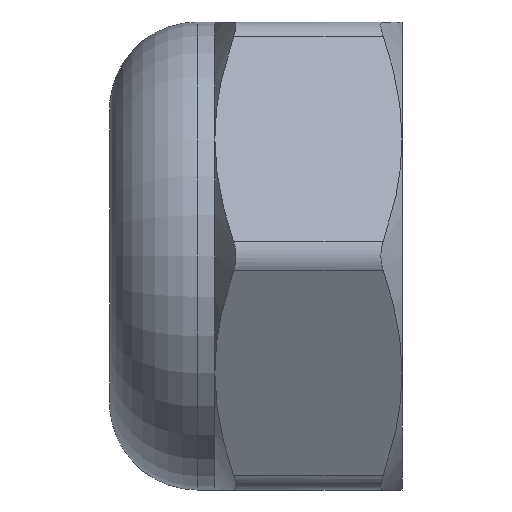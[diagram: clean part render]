
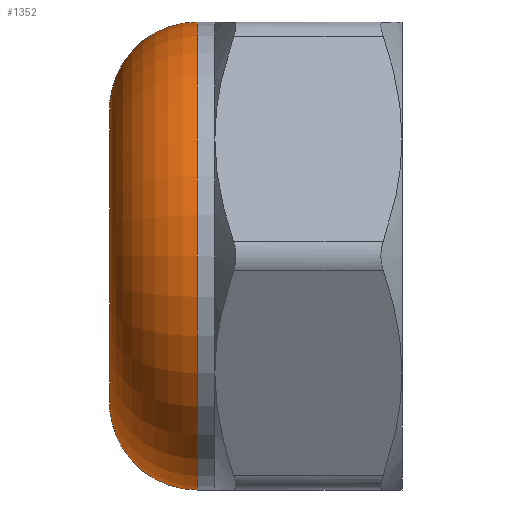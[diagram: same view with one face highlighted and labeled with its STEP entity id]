
A CAD part, left-side view. The second image highlights one B-rep face of the part: STEP entity #1352.
In plain terms, the highlighted toroidal (fillet/blend) face has major radius 2.5 mm and minor radius 1.5 mm.
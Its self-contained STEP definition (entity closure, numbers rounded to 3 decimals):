
#843 = CIRCLE ( 'NONE', #5137, 2.65 ) ;
#1184 = CARTESIAN_POINT ( 'NONE',  ( 0., 3.392, -2.65 ) ) ;
#1352 = ADVANCED_FACE ( 'NONE', ( #8805, #9768 ), #13320, .T. ) ;
#1473 = AXIS2_PLACEMENT_3D ( 'NONE', #6142, #9878, #3290 ) ;
#1885 = DIRECTION ( 'NONE',  ( 0., -1., 0. ) ) ;
#2309 = ORIENTED_EDGE ( 'NONE', *, *, #14212, .F. ) ;
#2582 = VERTEX_POINT ( 'NONE', #1184 ) ;
#3290 = DIRECTION ( 'NONE',  ( 0., 0., 1. ) ) ;
#4379 = CARTESIAN_POINT ( 'NONE',  ( 0., 3.392, 0. ) ) ;
#5137 = AXIS2_PLACEMENT_3D ( 'NONE', #4379, #1885, #10431 ) ;
#5166 = CARTESIAN_POINT ( 'NONE',  ( 0., 1.9, 4. ) ) ;
#6142 = CARTESIAN_POINT ( 'NONE',  ( 0., 1.9, 0. ) ) ;
#6326 = CIRCLE ( 'NONE', #1473, 4. ) ;
#6535 = EDGE_LOOP ( 'NONE', ( #2309 ) ) ;
#7774 = DIRECTION ( 'NONE',  ( 0., 0., 1. ) ) ;
#8805 = FACE_OUTER_BOUND ( 'NONE', #14997, .T. ) ;
#9768 = FACE_OUTER_BOUND ( 'NONE', #6535, .T. ) ;
#9878 = DIRECTION ( 'NONE',  ( 0., -1., 0. ) ) ;
#10319 = DIRECTION ( 'NONE',  ( 0., 1., 0. ) ) ;
#10431 = DIRECTION ( 'NONE',  ( 0., 0., -1. ) ) ;
#10501 = ORIENTED_EDGE ( 'NONE', *, *, #14073, .T. ) ;
#13320 = TOROIDAL_SURFACE ( 'NONE', #15633, 2.5, 1.5 ) ;
#14073 = EDGE_CURVE ( 'NONE', #2582, #2582, #843, .T. ) ;
#14101 = VERTEX_POINT ( 'NONE', #5166 ) ;
#14212 = EDGE_CURVE ( 'NONE', #14101, #14101, #6326, .T. ) ;
#14249 = CARTESIAN_POINT ( 'NONE',  ( 0., 1.9, 0. ) ) ;
#14997 = EDGE_LOOP ( 'NONE', ( #10501 ) ) ;
#15633 = AXIS2_PLACEMENT_3D ( 'NONE', #14249, #10319, #7774 ) ;
